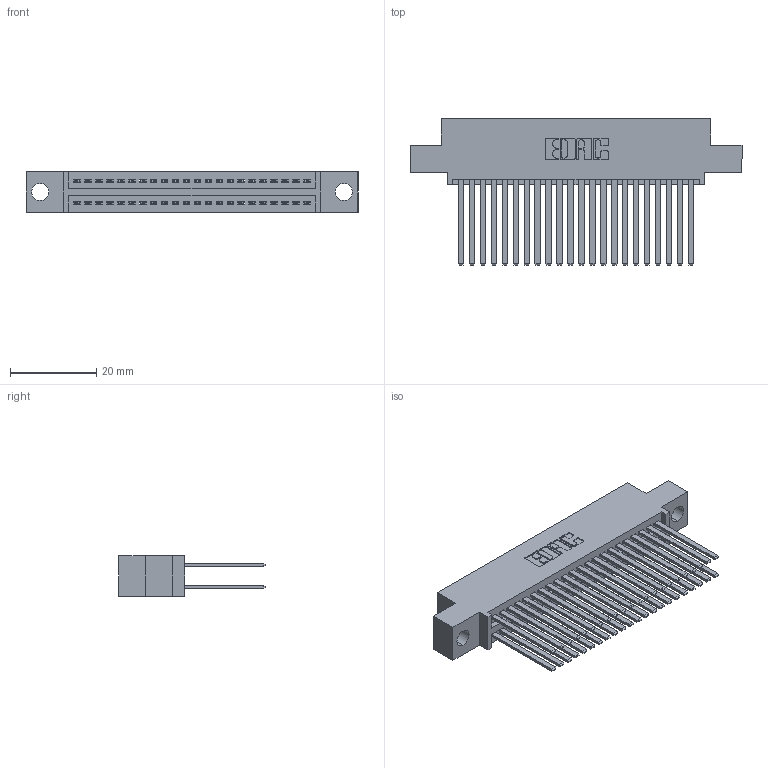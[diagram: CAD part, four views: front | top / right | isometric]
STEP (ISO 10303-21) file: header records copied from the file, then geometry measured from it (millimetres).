
FILE_DESCRIPTION (( 'STEP AP203' ), '1' );
FILE_NAME ('395-044-544-504.STEP', '2021-06-16T22:43:20', ( '' ), ( '' ), 'SwSTEP 2.0', 'SolidWorks 2020', '' );
FILE_SCHEMA (( 'CONFIG_CONTROL_DESIGN' ));
Length unit declared in the file: inch
Products named in the file (3): 395-044-544-504; 345-292-001_345-293-144; 345 Part_0.110 Offset - 0.156 Dia-TI
Assembly tree (45 placements, depth 2):
  395-044-544-504
    345 Part_0.110 Offset - 0.156 Dia-TI
    345-292-001_345-293-144  x44
Bounding box: 77.09 x 33.96 x 9.4 mm (x, y, z)
Volume: 7740.3 mm3; surface area: 12806.4 mm2
Topology: 45 solids, 45 shells, 2080 faces, 6153 edges, 4042 vertices
Faces by surface type: plane 1374, cylinder 706
Entity records: 20321 total; most frequent: CARTESIAN_POINT 3430, ORIENTED_EDGE 3362, DIRECTION 3045, EDGE_CURVE 1681, VECTOR 1465, LINE 1465, VERTEX_POINT 1118, AXIS2_PLACEMENT_3D 790
